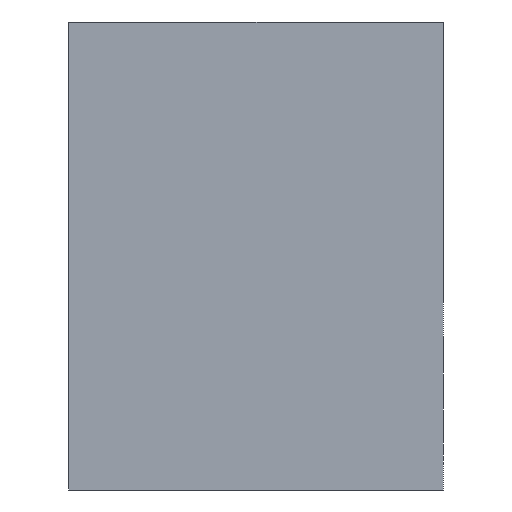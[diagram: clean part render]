
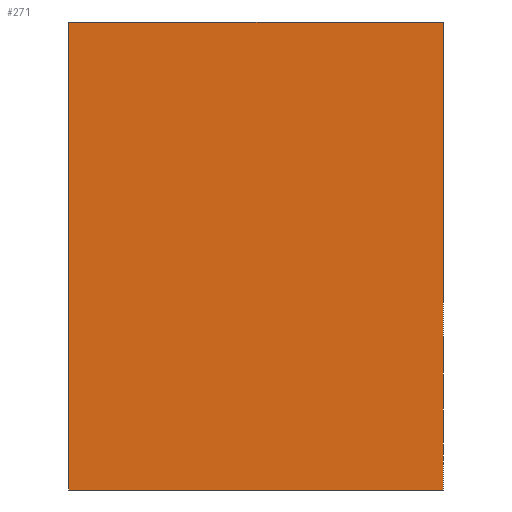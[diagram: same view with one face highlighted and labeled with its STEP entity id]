
A CAD part, left-side view. The second image highlights one B-rep face of the part: STEP entity #271.
In plain terms, the highlighted planar face has unit normal (-1, 0, 0).
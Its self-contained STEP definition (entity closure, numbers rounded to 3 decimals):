
#3 = CARTESIAN_POINT ( 'NONE',  ( -12., 20., 0. ) ) ;
#47 = FACE_OUTER_BOUND ( 'NONE', #122, .T. ) ;
#56 = DIRECTION ( 'NONE',  ( 0., 0., -1. ) ) ;
#67 = EDGE_CURVE ( 'NONE', #601, #348, #412, .T. ) ;
#84 = DIRECTION ( 'NONE',  ( 0., -1., 0. ) ) ;
#101 = CARTESIAN_POINT ( 'NONE',  ( -12., 20., -12.5 ) ) ;
#122 = EDGE_LOOP ( 'NONE', ( #233, #161, #409, #464 ) ) ;
#133 = CARTESIAN_POINT ( 'NONE',  ( -12., 20., 12.5 ) ) ;
#138 = EDGE_CURVE ( 'NONE', #301, #460, #480, .T. ) ;
#141 = LINE ( 'NONE', #663, #476 ) ;
#161 = ORIENTED_EDGE ( 'NONE', *, *, #138, .F. ) ;
#166 = DIRECTION ( 'NONE',  ( 0., 0., -1. ) ) ;
#228 = AXIS2_PLACEMENT_3D ( 'NONE', #3, #270, #603 ) ;
#232 = CARTESIAN_POINT ( 'NONE',  ( -12., 0., -12.5 ) ) ;
#233 = ORIENTED_EDGE ( 'NONE', *, *, #649, .F. ) ;
#270 = DIRECTION ( 'NONE',  ( -1., 0., 0. ) ) ;
#271 = ADVANCED_FACE ( 'NONE', ( #47 ), #496, .T. ) ;
#301 = VERTEX_POINT ( 'NONE', #311 ) ;
#311 = CARTESIAN_POINT ( 'NONE',  ( -12., 20., 12.5 ) ) ;
#329 = LINE ( 'NONE', #551, #596 ) ;
#348 = VERTEX_POINT ( 'NONE', #232 ) ;
#350 = DIRECTION ( 'NONE',  ( 0., -1., 0. ) ) ;
#391 = CARTESIAN_POINT ( 'NONE',  ( -12., 0., 12.5 ) ) ;
#404 = VECTOR ( 'NONE', #350, 1000. ) ;
#409 = ORIENTED_EDGE ( 'NONE', *, *, #429, .T. ) ;
#412 = LINE ( 'NONE', #687, #486 ) ;
#429 = EDGE_CURVE ( 'NONE', #301, #601, #141, .T. ) ;
#460 = VERTEX_POINT ( 'NONE', #391 ) ;
#464 = ORIENTED_EDGE ( 'NONE', *, *, #67, .T. ) ;
#476 = VECTOR ( 'NONE', #166, 1000. ) ;
#480 = LINE ( 'NONE', #133, #404 ) ;
#486 = VECTOR ( 'NONE', #84, 1000. ) ;
#496 = PLANE ( 'NONE',  #228 ) ;
#551 = CARTESIAN_POINT ( 'NONE',  ( -12., 0., 0. ) ) ;
#596 = VECTOR ( 'NONE', #56, 1000. ) ;
#601 = VERTEX_POINT ( 'NONE', #101 ) ;
#603 = DIRECTION ( 'NONE',  ( 0., 0., 1. ) ) ;
#649 = EDGE_CURVE ( 'NONE', #460, #348, #329, .T. ) ;
#663 = CARTESIAN_POINT ( 'NONE',  ( -12., 20., 0. ) ) ;
#687 = CARTESIAN_POINT ( 'NONE',  ( -12., 20., -12.5 ) ) ;
